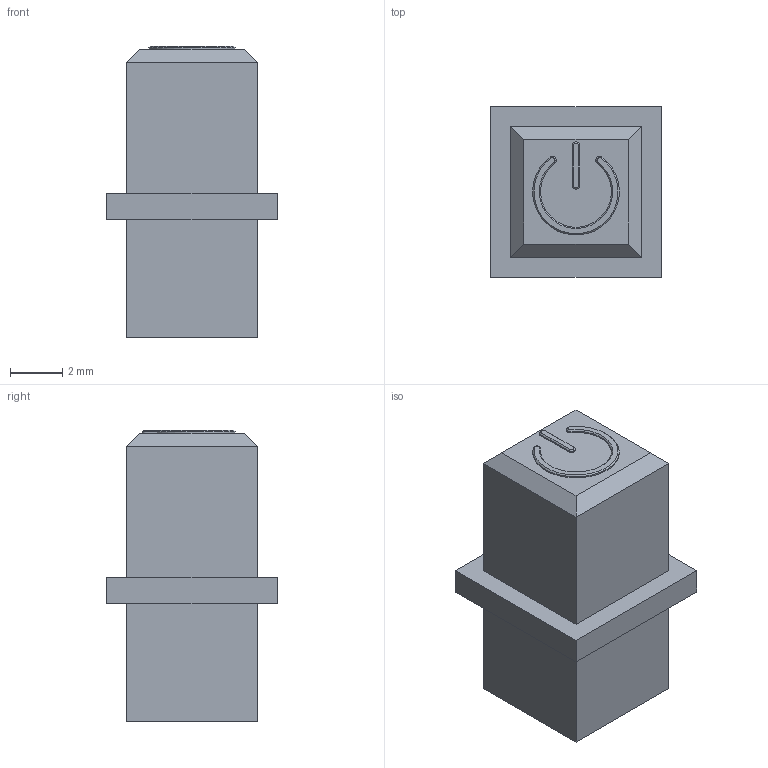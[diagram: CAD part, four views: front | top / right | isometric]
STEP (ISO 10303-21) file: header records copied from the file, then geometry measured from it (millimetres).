
FILE_DESCRIPTION(/* description */ (''),/* implementation_level */ '2;1');
FILE_NAME(/* name */ '5f528497a472b81595232958',/* time_stamp */ '2020-09-04T18:16:56+00:00',/* author */ (''),/* organization */ (''),/* preprocessor_version */ 'ST-DEVELOPER v16.7',/* originating_system */ $,/* authorisation */ $);
FILE_SCHEMA (('AUTOMOTIVE_DESIGN {1 0 10303 214 3 1 1}'));
Length unit declared in the file: metre
Products named in the file (1): Tecla Encendido
Bounding box: 6.5 x 6.5 x 11.1 mm (x, y, z)
Volume: 263.9 mm3; surface area: 341.6 mm2
Topology: 1 solids, 1 shells, 43 faces, 96 edges, 60 vertices
Faces by surface type: plane 31, cylinder 6, cone 6
Entity records: 1202 total; most frequent: DIRECTION 202, CARTESIAN_POINT 200, ORIENTED_EDGE 192, EDGE_CURVE 96, LINE 78, VECTOR 78, AXIS2_PLACEMENT_3D 62, VERTEX_POINT 60
